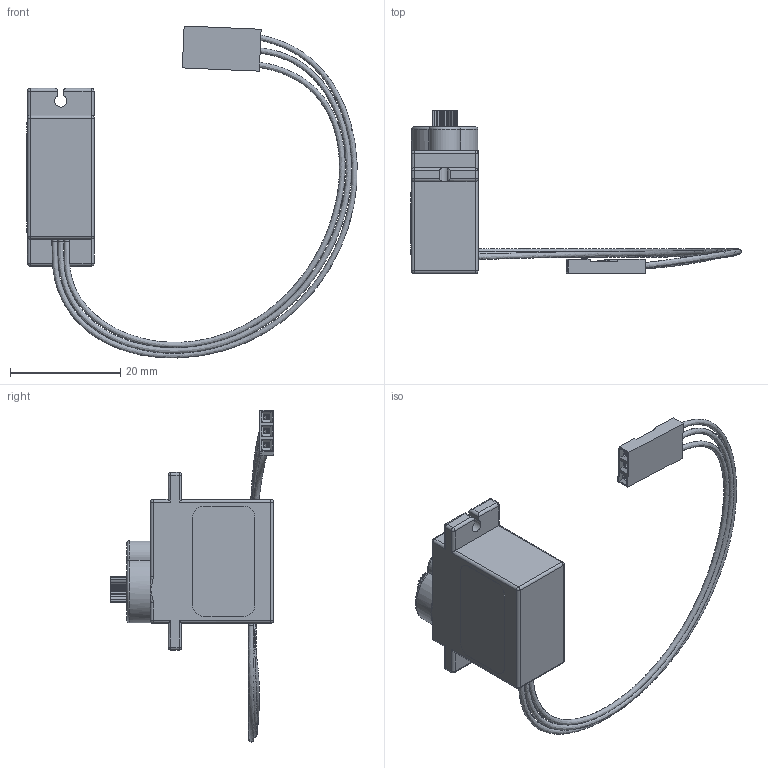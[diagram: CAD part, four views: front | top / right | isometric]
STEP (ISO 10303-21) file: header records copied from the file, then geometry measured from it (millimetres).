
FILE_DESCRIPTION (( 'STEP AP214' ), '1' );
FILE_NAME ('Fitec FS90R Micro Servo.STEP', '2025-01-03T17:53:42', ( '' ), ( '' ), 'SwSTEP 2.0', 'SolidWorks 2022', '' );
FILE_SCHEMA (( 'AUTOMOTIVE_DESIGN' ));
Length unit declared in the file: millimetre
Products named in the file (1): Fitec FS90R Micro Servo
Bounding box: 60.02 x 29.7 x 60.34 mm (x, y, z)
Volume: 3504.6 mm3; surface area: 6671.4 mm2
Topology: 13 solids, 13 shells, 620 faces, 1669 edges, 1032 vertices
Faces by surface type: plane 341, cylinder 223, bspline 38, sphere 16, torus 2
Full cylindrical faces by diameter (mm): 1 x4, 1.4 x3, 1.8 x3, 4.86 x1
Entity records: 27836 total; most frequent: CARTESIAN_POINT 5283, ORIENTED_EDGE 3268, DIRECTION 3252, EDGE_CURVE 1634, LINE 1136, VECTOR 1136, AXIS2_PLACEMENT_3D 1058, VERTEX_POINT 1031
